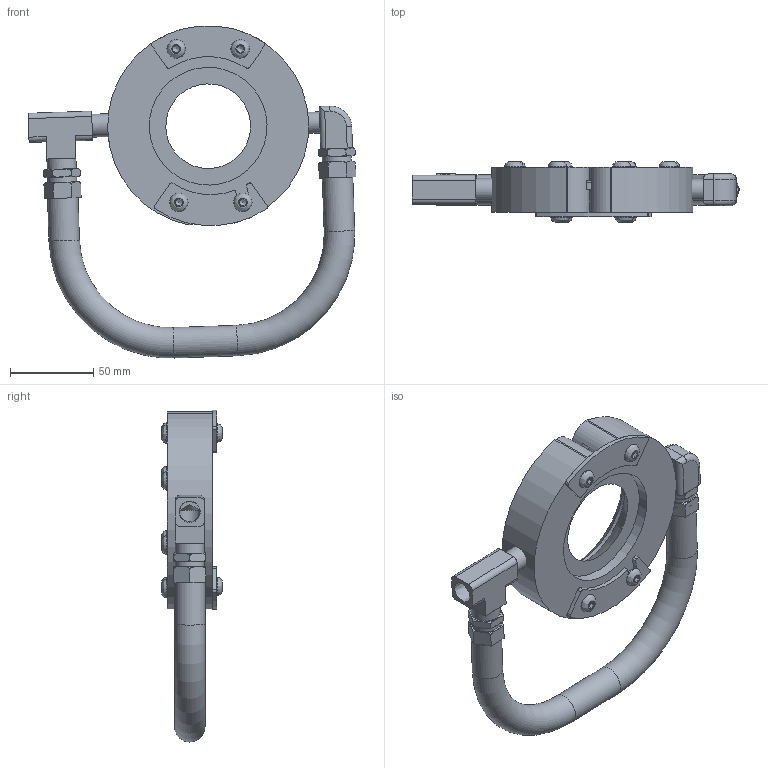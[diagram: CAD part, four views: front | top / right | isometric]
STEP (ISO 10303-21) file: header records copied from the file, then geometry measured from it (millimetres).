
FILE_DESCRIPTION((''),'2;1');
FILE_NAME('2402SS.stp','2009-09-14T08:20:49',('David Woerner'),(''),'Autodesk Inventor 2010','Autodesk Inventor 2010','');
FILE_SCHEMA(('AUTOMOTIVE_DESIGN { 1 0 10303 214 1 1 1 1 }'));
Length unit declared in the file: inch
Products named in the file (10): 2402SS; SST Tee; SST nipple; SST elbow; Hexagon Socket Button Head Cap Screw - Inch 1/4 - 20 x 1/2; 2402-body; 2402SS-hose; 2402-top bracket; 2402-bottom bracket
Assembly tree (20 placements, depth 2):
  2402SS
    SST Tee
    SST nipple  x2
    SST elbow
    Hexagon Socket Button Head Cap Screw - Inch 1/4 - 20 x 1/2  x8
    Hexagon Socket Button Head Cap Screw - Inch 1/4 - 20 x 1/2  x4
    2402-body
    2402SS-hose
    2402-top bracket
    2402-bottom bracket
Bounding box: 196.55 x 36.37 x 199.07 mm (x, y, z)
Volume: 312440.5 mm3; surface area: 88514.7 mm2
Topology: 20 solids, 20 shells, 322 faces, 765 edges, 497 vertices
Faces by surface type: plane 183, cylinder 81, bspline 28, cone 26, torus 4
Full cylindrical faces by diameter (mm): 5.08 x2, 6.35 x12, 7.112 x3, 11.1 x12, 12.7 x2, 13.716 x1, 17.398 x4, 18.288 x3, 70.592 x1, 72.212 x1, 73.431 x1, 86.01 x1
Entity records: 5602 total; most frequent: CARTESIAN_POINT 1564, DIRECTION 801, ORIENTED_EDGE 670, EDGE_CURVE 335, AXIS2_PLACEMENT_3D 323, VERTEX_POINT 238, EDGE_LOOP 221, FACE_OUTER_BOUND 157
